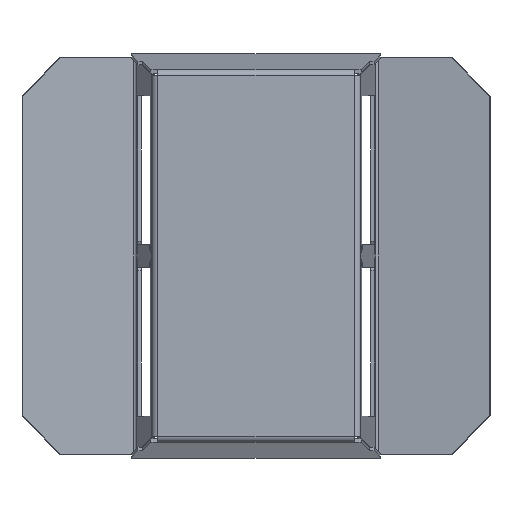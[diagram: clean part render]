
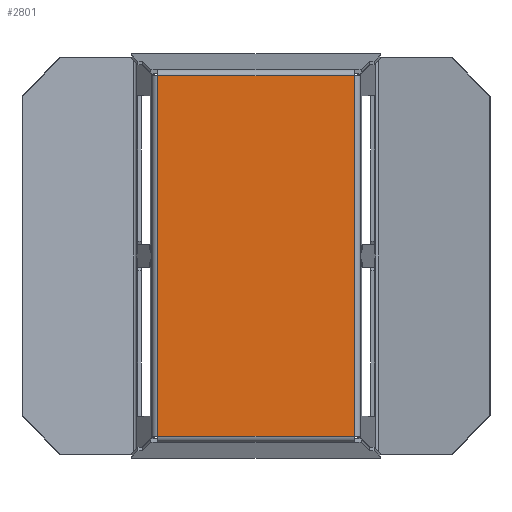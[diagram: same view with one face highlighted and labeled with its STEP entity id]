
A CAD part, front view. The second image highlights one B-rep face of the part: STEP entity #2801.
In plain terms, the highlighted planar face has unit normal (0, -1, 0).
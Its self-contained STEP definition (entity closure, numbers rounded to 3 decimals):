
#755=DIRECTION('',(0.,0.,1.));
#756=VECTOR('',#755,131.824);
#757=CARTESIAN_POINT('',(36.044,-42.174,-65.912));
#758=LINE('',#757,#756);
#779=DIRECTION('',(0.,0.,-1.));
#780=VECTOR('',#779,131.824);
#781=CARTESIAN_POINT('',(-36.044,-42.174,65.912));
#782=LINE('',#781,#780);
#983=DIRECTION('',(-1.,0.,0.));
#984=VECTOR('',#983,72.089);
#985=CARTESIAN_POINT('',(36.044,-42.174,65.912));
#986=LINE('',#985,#984);
#1343=DIRECTION('',(1.,0.,0.));
#1344=VECTOR('',#1343,72.089);
#1345=CARTESIAN_POINT('',(-36.044,-42.174,
-65.912));
#1346=LINE('',#1345,#1344);
#2011=CARTESIAN_POINT('',(-36.044,-42.174,
65.912));
#2012=VERTEX_POINT('',#2011);
#2013=CARTESIAN_POINT('',(-36.044,-42.174,
-65.912));
#2014=VERTEX_POINT('',#2013);
#2167=CARTESIAN_POINT('',(36.044,-42.174,
-65.912));
#2168=CARTESIAN_POINT('',(36.044,-42.174,65.912));
#2169=VERTEX_POINT('',#2167);
#2170=VERTEX_POINT('',#2168);
#2787=CARTESIAN_POINT('',(-38.,-42.174,
-15.719));
#2788=DIRECTION('',(0.,-1.,0.));
#2789=DIRECTION('',(0.,0.,-1.));
#2790=AXIS2_PLACEMENT_3D('',#2787,#2788,#2789);
#2791=PLANE('',#2790);
#2793=ORIENTED_EDGE('',*,*,#2792,.F.);
#2795=ORIENTED_EDGE('',*,*,#2794,.F.);
#2796=ORIENTED_EDGE('',*,*,#2773,.F.);
#2798=ORIENTED_EDGE('',*,*,#2797,.F.);
#2799=EDGE_LOOP('',(#2793,#2795,#2796,#2798));
#2800=FACE_OUTER_BOUND('',#2799,.F.);
#2773=EDGE_CURVE('',#2169,#2170,#758,.T.);
#2792=EDGE_CURVE('',#2012,#2014,#782,.T.);
#2794=EDGE_CURVE('',#2170,#2012,#986,.T.);
#2797=EDGE_CURVE('',#2014,#2169,#1346,.T.);
#2801=ADVANCED_FACE('',(#2800),#2791,.T.);
